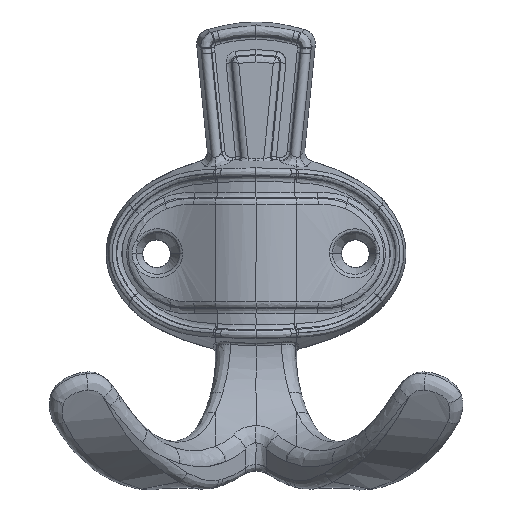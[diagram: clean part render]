
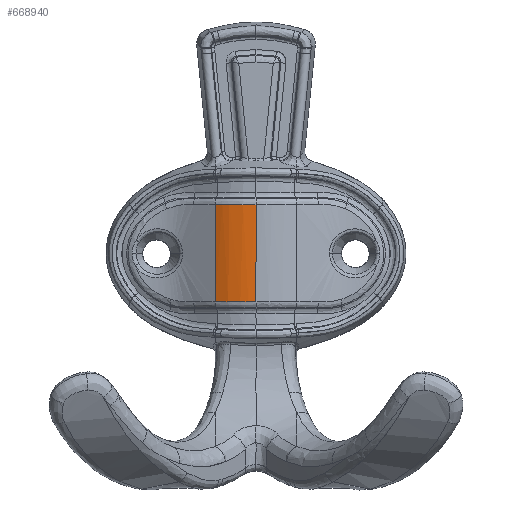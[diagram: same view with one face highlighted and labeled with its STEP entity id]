
A CAD part, top view. The second image highlights one B-rep face of the part: STEP entity #668940.
In plain terms, the highlighted free-form (B-spline) face has degree [1, 5] with [2, 6] control points.
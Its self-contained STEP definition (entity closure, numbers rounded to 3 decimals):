
#248280=CARTESIAN_POINT('',(-6.649,8.002,
7.793));
#248290=VERTEX_POINT('',#248280);
#251020=CARTESIAN_POINT('',(-6.649,-7.852,
7.793));
#251030=VERTEX_POINT('',#251020);
#459960=CARTESIAN_POINT('',(-6.649,0.075,7.793));
#459970=DIRECTION('',(0.,-1.,0.));
#459980=VECTOR('',#459970,1000.);
#459990=LINE('',#459960,#459980);
#460000=EDGE_CURVE('',#248290,#251030,#459990,.T.);
#461370=CARTESIAN_POINT('',(-6.649,-7.852,
7.793));
#461380=CARTESIAN_POINT('',(-5.217,-7.852,8.545));
#461390=CARTESIAN_POINT('',(-3.821,-7.852,9.007));
#461400=CARTESIAN_POINT('',(-2.517,-7.852,9.281));
#461410=CARTESIAN_POINT('',(-1.258,-7.852,9.417));
#461420=CARTESIAN_POINT('',(0.,-7.852,
9.417));
#461430=B_SPLINE_CURVE_WITH_KNOTS('',5,(#461370,#461380,#461390,#461400,
#461410,#461420),.UNSPECIFIED.,.F.,.F.,(6,6),(0.,1.),.UNSPECIFIED.);
#461440=CARTESIAN_POINT('',(0.,-7.852,
9.417));
#461450=VERTEX_POINT('',#461440);
#461460=EDGE_CURVE('',#251030,#461450,#461430,.T.);
#462570=CARTESIAN_POINT('',(0.,8.002,
9.417));
#462580=VERTEX_POINT('',#462570);
#462610=CARTESIAN_POINT('',(0.,8.002,
9.417));
#462620=CARTESIAN_POINT('',(-1.258,8.002,9.417));
#462630=CARTESIAN_POINT('',(-2.517,8.002,9.281));
#462640=CARTESIAN_POINT('',(-3.821,8.002,9.007));
#462650=CARTESIAN_POINT('',(-5.217,8.002,8.545));
#462660=CARTESIAN_POINT('',(-6.649,8.002,
7.793));
#462670=B_SPLINE_CURVE_WITH_KNOTS('',5,(#462610,#462620,#462630,#462640,
#462650,#462660),.UNSPECIFIED.,.F.,.F.,(6,6),(0.,1.),.UNSPECIFIED.);
#462680=EDGE_CURVE('',#462580,#248290,#462670,.T.);
#668700=CARTESIAN_POINT('',(-6.649,-7.852,7.793));
#668710=CARTESIAN_POINT('',(-6.649,8.002,7.793));
#668720=CARTESIAN_POINT('',(-5.217,-7.852,8.545))
;
#668730=CARTESIAN_POINT('',(-5.217,8.002,8.545));
#668740=CARTESIAN_POINT('',(-3.821,-7.852,9.007))
;
#668750=CARTESIAN_POINT('',(-3.821,8.002,9.007));
#668760=CARTESIAN_POINT('',(-2.517,-7.852,9.281))
;
#668770=CARTESIAN_POINT('',(-2.517,8.002,9.281));
#668780=CARTESIAN_POINT('',(-1.258,-7.852,9.417))
;
#668790=CARTESIAN_POINT('',(-1.258,8.002,9.417));
#668800=CARTESIAN_POINT('',(0.,-7.852,
9.417));
#668810=CARTESIAN_POINT('',(0.,8.002,9.417));
#668820=B_SPLINE_SURFACE_WITH_KNOTS('',1,5,((#668700,#668720,#668740,
#668760,#668780,#668800),(#668710,#668730,#668750,#668770,#668790,
#668810)),.UNSPECIFIED.,.F.,.F.,.F.,(2,2),(6,6),(12.148,
28.002),(0.,6.945),.UNSPECIFIED.);
#668830=ORIENTED_EDGE('',*,*,#461460,.T.);
#668840=ORIENTED_EDGE('',*,*,#460000,.T.);
#668850=ORIENTED_EDGE('',*,*,#462680,.T.);
#668860=CARTESIAN_POINT('',(0.,0.075,
9.417));
#668870=DIRECTION('',(0.,-1.,0.));
#668880=VECTOR('',#668870,1000.);
#668890=LINE('',#668860,#668880);
#668900=EDGE_CURVE('',#462580,#461450,#668890,.T.);
#668910=ORIENTED_EDGE('',*,*,#668900,.F.);
#668920=EDGE_LOOP('',(#668910,#668850,#668840,#668830));
#668930=FACE_OUTER_BOUND('',#668920,.T.);
#668940=ADVANCED_FACE('',(#668930),#668820,.F.);
